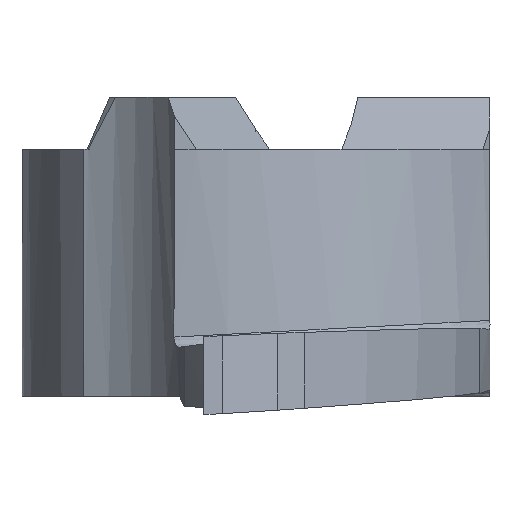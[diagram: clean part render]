
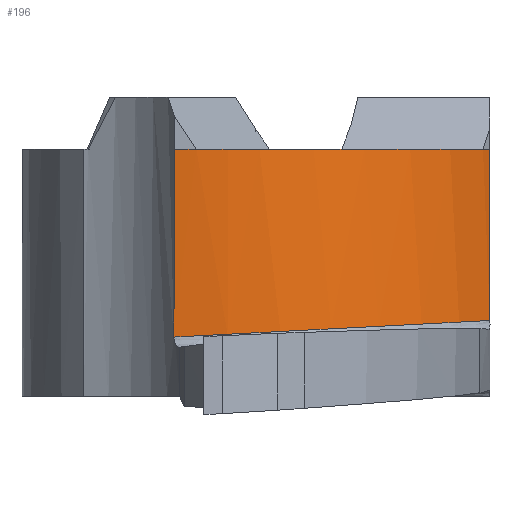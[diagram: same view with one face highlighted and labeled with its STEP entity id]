
A CAD part, left-side view. The second image highlights one B-rep face of the part: STEP entity #196.
In plain terms, the highlighted free-form (B-spline) face has degree [1, 3] with [2, 4] control points.
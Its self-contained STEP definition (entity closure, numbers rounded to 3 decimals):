
#196=ADVANCED_FACE('',(#254),#229,.F.);
#229=(
BOUNDED_SURFACE()
B_SPLINE_SURFACE(1,3,((#1529,#1530,#1531,#1532),(#1533,#1534,#1535,#1536)),
 .UNSPECIFIED.,.F.,.F.,.F.)
B_SPLINE_SURFACE_WITH_KNOTS((2,2),(4,4),(0.,1.),(0.,1.),.UNSPECIFIED.)
GEOMETRIC_REPRESENTATION_ITEM()
RATIONAL_B_SPLINE_SURFACE(((1.,0.892,0.892,1.),
(1.,0.892,0.892,1.)))
REPRESENTATION_ITEM('')
SURFACE()
);
#254=FACE_OUTER_BOUND('',#303,.T.);
#303=EDGE_LOOP('',(#462,#463,#464,#465,#466,#467));
#359=CIRCLE('',#954,6.495);
#462=ORIENTED_EDGE('',*,*,#778,.T.);
#463=ORIENTED_EDGE('',*,*,#779,.T.);
#464=ORIENTED_EDGE('',*,*,#780,.T.);
#465=ORIENTED_EDGE('',*,*,#781,.F.);
#466=ORIENTED_EDGE('',*,*,#782,.T.);
#467=ORIENTED_EDGE('',*,*,#783,.T.);
#671=VERTEX_POINT('',#1443);
#675=VERTEX_POINT('',#1470);
#679=VERTEX_POINT('',#1500);
#680=VERTEX_POINT('',#1509);
#681=VERTEX_POINT('',#1511);
#682=VERTEX_POINT('',#1524);
#778=EDGE_CURVE('',#671,#675,#852,.T.);
#779=EDGE_CURVE('',#675,#679,#853,.T.);
#780=EDGE_CURVE('',#679,#680,#854,.T.);
#781=EDGE_CURVE('',#681,#680,#359,.T.);
#782=EDGE_CURVE('',#681,#682,#855,.T.);
#783=EDGE_CURVE('',#682,#671,#856,.T.);
#852=B_SPLINE_CURVE_WITH_KNOTS('',3,(#1492,#1493,#1494,#1495),
 .UNSPECIFIED.,.F.,.F.,(4,4),(0.,1.),.UNSPECIFIED.);
#853=B_SPLINE_CURVE_WITH_KNOTS('',3,(#1496,#1497,#1498,#1499),
 .UNSPECIFIED.,.F.,.F.,(4,4),(0.,1.),.UNSPECIFIED.);
#854=B_SPLINE_CURVE_WITH_KNOTS('',3,(#1501,#1502,#1503,#1504,#1505,#1506,
#1507,#1508),.UNSPECIFIED.,.F.,.F.,(4,2,2,4),(0.,0.416,0.708,
1.),.UNSPECIFIED.);
#855=B_SPLINE_CURVE_WITH_KNOTS('',3,(#1512,#1513,#1514,#1515,#1516,#1517,
#1518,#1519,#1520,#1521,#1522,#1523),.UNSPECIFIED.,.F.,.F.,(4,2,2,2,2,4),
(0.,0.246,0.492,0.737,0.983,
1.),.UNSPECIFIED.);
#856=B_SPLINE_CURVE_WITH_KNOTS('',3,(#1525,#1526,#1527,#1528),
 .UNSPECIFIED.,.F.,.F.,(4,4),(0.,1.),.UNSPECIFIED.);
#954=AXIS2_PLACEMENT_3D('',#1510,#1097,#1098);
#1097=DIRECTION('',(0.,-0.052,-0.999));
#1098=DIRECTION('',(0.,0.999,-0.052));
#1443=CARTESIAN_POINT('',(-1.257,-4.365,0.));
#1470=CARTESIAN_POINT('',(-4.499,1.146,0.));
#1492=CARTESIAN_POINT('',(-1.257,-4.365,0.));
#1493=CARTESIAN_POINT('',(-3.2,-3.238,0.));
#1494=CARTESIAN_POINT('',(-4.457,-1.1,0.));
#1495=CARTESIAN_POINT('',(-4.499,1.146,0.));
#1496=CARTESIAN_POINT('',(-4.499,1.146,0.));
#1497=CARTESIAN_POINT('',(-4.502,1.288,0.));
#1498=CARTESIAN_POINT('',(-4.5,1.428,0.));
#1499=CARTESIAN_POINT('',(-4.493,1.568,0.));
#1500=CARTESIAN_POINT('',(-4.493,1.568,0.));
#1501=CARTESIAN_POINT('',(-4.493,1.568,0.));
#1502=CARTESIAN_POINT('',(-4.491,1.569,-0.5));
#1503=CARTESIAN_POINT('',(-4.489,1.57,-1.));
#1504=CARTESIAN_POINT('',(-4.485,1.572,-1.851));
#1505=CARTESIAN_POINT('',(-4.483,1.573,-2.203));
#1506=CARTESIAN_POINT('',(-4.48,1.575,-2.906));
#1507=CARTESIAN_POINT('',(-4.478,1.576,-3.257));
#1508=CARTESIAN_POINT('',(-4.476,1.577,-3.608));
#1509=CARTESIAN_POINT('',(-4.476,1.577,-3.608));
#1510=CARTESIAN_POINT('',(2.,1.08,-3.582));
#1511=CARTESIAN_POINT('',(-1.312,-4.5,-3.29));
#1512=CARTESIAN_POINT('',(-1.312,-4.5,-3.29));
#1513=CARTESIAN_POINT('',(-1.289,-4.5,-3.02));
#1514=CARTESIAN_POINT('',(-1.265,-4.5,-2.751));
#1515=CARTESIAN_POINT('',(-1.217,-4.5,-2.212));
#1516=CARTESIAN_POINT('',(-1.193,-4.5,-1.942));
#1517=CARTESIAN_POINT('',(-1.144,-4.5,-1.403));
#1518=CARTESIAN_POINT('',(-1.119,-4.5,-1.134));
#1519=CARTESIAN_POINT('',(-1.069,-4.5,-0.595));
#1520=CARTESIAN_POINT('',(-1.044,-4.5,-0.325));
#1521=CARTESIAN_POINT('',(-1.016,-4.5,-0.037));
#1522=CARTESIAN_POINT('',(-1.014,-4.5,-0.019));
#1523=CARTESIAN_POINT('',(-1.012,-4.5,0.));
#1524=CARTESIAN_POINT('',(-1.012,-4.5,0.));
#1525=CARTESIAN_POINT('',(-1.012,-4.5,0.));
#1526=CARTESIAN_POINT('',(-1.094,-4.457,0.));
#1527=CARTESIAN_POINT('',(-1.176,-4.412,0.));
#1528=CARTESIAN_POINT('',(-1.257,-4.365,0.));
#1529=CARTESIAN_POINT('',(-0.958,-4.511,0.34));
#1530=CARTESIAN_POINT('',(-3.315,-3.309,0.277));
#1531=CARTESIAN_POINT('',(-4.635,-1.017,0.157));
#1532=CARTESIAN_POINT('',(-4.491,1.622,0.019));
#1533=CARTESIAN_POINT('',(-1.123,-4.608,-3.284));
#1534=CARTESIAN_POINT('',(-3.442,-3.338,-3.351));
#1535=CARTESIAN_POINT('',(-4.693,-1.011,-3.473));
#1536=CARTESIAN_POINT('',(-4.473,1.621,-3.611));
